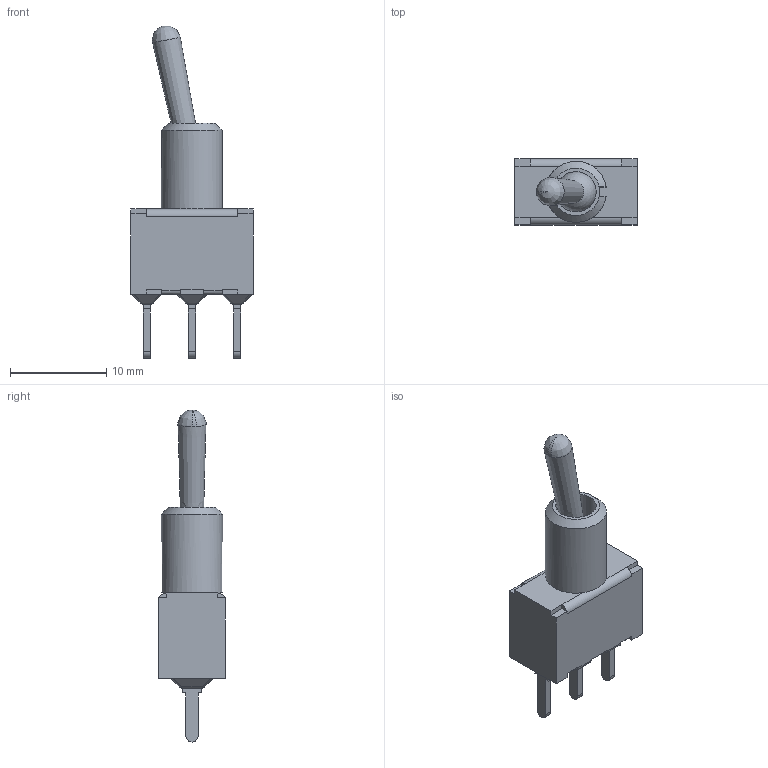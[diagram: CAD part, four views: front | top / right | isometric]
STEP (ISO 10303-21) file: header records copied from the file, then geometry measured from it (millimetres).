
FILE_DESCRIPTION(/* description */ (' '),/* implementation_level */ '2;1');
FILE_NAME(/* name */ '100SPxT1B1M2xE.stp',/* time_stamp */ '2023-04-20T10:33:04-05:00',/* author */ ('mwilliams'),/* organization */ (' '),/* preprocessor_version */ 'ST-DEVELOPER v18',/* originating_system */ 'Autodesk Inventor 2020',/* authorisation */ ' ');
FILE_SCHEMA (('AUTOMOTIVE_DESIGN { 1 0 10303 214 3 1 1 }'));
Length unit declared in the file: millimetre
Products named in the file (1): 100SPxT1B1M2xE
Bounding box: 12.7 x 6.86 x 34.5 mm (x, y, z)
Volume: 1064 mm3; surface area: 1143.1 mm2
Topology: 1 solids, 5 shells, 200 faces, 499 edges, 308 vertices
Faces by surface type: plane 142, cylinder 40, sphere 13, cone 3, bspline 2
Full cylindrical faces by diameter (mm): 1.65 x1, 4.2 x1
Entity records: 6009 total; most frequent: CARTESIAN_POINT 1157, ORIENTED_EDGE 998, DIRECTION 993, EDGE_CURVE 499, LINE 383, VECTOR 383, VERTEX_POINT 308, AXIS2_PLACEMENT_3D 305
